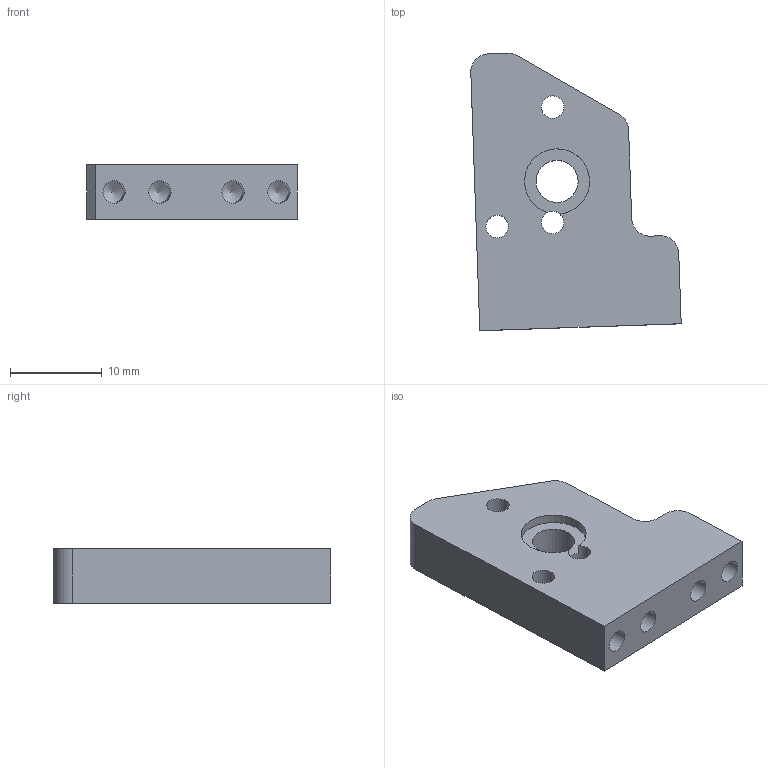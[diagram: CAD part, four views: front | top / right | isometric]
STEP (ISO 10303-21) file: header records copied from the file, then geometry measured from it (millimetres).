
FILE_DESCRIPTION(/* description */ (''),/* implementation_level */ '2;1');
FILE_NAME(/* name */ 'base.stp',/* time_stamp */ '2020-10-21T16:19:52+02:00',/* author */ ('xxnew'),/* organization */ (''),/* preprocessor_version */ 'ST-DEVELOPER v17',/* originating_system */ 'Autodesk Inventor 2019',/* authorisation */ '');
FILE_SCHEMA (('AUTOMOTIVE_DESIGN { 1 0 10303 214 3 1 1 }'));
Length unit declared in the file: millimetre
Products named in the file (1): base
Bounding box: 22.97 x 30.3 x 6 mm (x, y, z)
Volume: 2726.7 mm3; surface area: 1964.4 mm2
Topology: 1 solids, 1 shells, 30 faces, 90 edges, 62 vertices
Faces by surface type: cylinder 15, plane 11, cone 4
Full cylindrical faces by diameter (mm): 2.459 x7, 4.6 x1
Entity records: 1081 total; most frequent: DIRECTION 192, CARTESIAN_POINT 179, ORIENTED_EDGE 172, EDGE_CURVE 86, AXIS2_PLACEMENT_3D 75, VERTEX_POINT 62, CIRCLE 44, EDGE_LOOP 42
